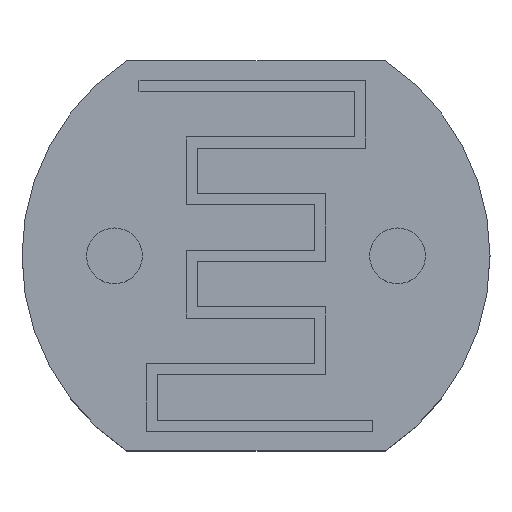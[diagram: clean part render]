
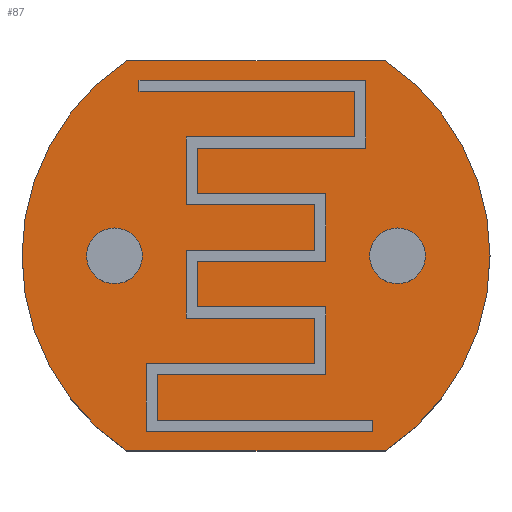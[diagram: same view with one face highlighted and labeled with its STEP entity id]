
A CAD part, top view. The second image highlights one B-rep face of the part: STEP entity #87.
In plain terms, the highlighted planar face has unit normal (0, 0, 1).
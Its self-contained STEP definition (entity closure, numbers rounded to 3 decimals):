
#13=DIRECTION('',(0.,0.,1.));
#22=VERTEX_POINT('',#23);
#23=CARTESIAN_POINT('',(0.109,1.75,3.9));
#36=DIRECTION('',(1.,0.,0.));
#39=VERTEX_POINT('',#40);
#40=CARTESIAN_POINT('',(0.109,-1.75,3.9));
#42=ORIENTED_EDGE('',*,*,#43,.F.);
#43=EDGE_CURVE('',#22,#39,#44,.T.);
#44=CIRCLE('',#45,2.1);
#45=AXIS2_PLACEMENT_3D('',#46,#13,#36);
#46=CARTESIAN_POINT('',(1.27,0.,3.9));
#56=VECTOR('',#36,1.);
#59=VERTEX_POINT('',#60);
#60=CARTESIAN_POINT('',(2.431,1.75,3.9));
#63=EDGE_CURVE('',#22,#59,#64,.T.);
#64=LINE('',#23,#56);
#79=VERTEX_POINT('',#80);
#80=CARTESIAN_POINT('',(2.431,-1.75,3.9));
#82=ORIENTED_EDGE('',*,*,#83,.F.);
#83=EDGE_CURVE('',#39,#79,#84,.T.);
#84=LINE('',#40,#56);
#87=ADVANCED_FACE('',(#88,#96,#106),#115,.F.);
#88=FACE_BOUND('',#89,.F.);
#89=EDGE_LOOP('',(#42,#90,#91,#82));
#90=ORIENTED_EDGE('',*,*,#63,.T.);
#91=ORIENTED_EDGE('',*,*,#92,.F.);
#92=EDGE_CURVE('',#79,#59,#93,.T.);
#93=CIRCLE('',#94,2.1);
#94=AXIS2_PLACEMENT_3D('',#95,#13,#36);
#95=CARTESIAN_POINT('',(1.27,0.,3.9));
#96=FACE_BOUND('',#97,.F.);
#97=EDGE_LOOP('',(#98));
#98=ORIENTED_EDGE('',*,*,#99,.F.);
#99=EDGE_CURVE('',#100,#100,#102,.T.);
#100=VERTEX_POINT('',#101);
#101=CARTESIAN_POINT('',(0.25,0.,3.9));
#102=CIRCLE('',#103,0.25);
#103=AXIS2_PLACEMENT_3D('',#104,#105,#36);
#104=CARTESIAN_POINT('',(0.,0.,3.9));
#105=DIRECTION('',(0.,0.,-1.));
#106=FACE_BOUND('',#107,.F.);
#107=EDGE_LOOP('',(#108));
#108=ORIENTED_EDGE('',*,*,#109,.F.);
#109=EDGE_CURVE('',#110,#110,#112,.T.);
#110=VERTEX_POINT('',#111);
#111=CARTESIAN_POINT('',(2.79,0.,3.9));
#112=CIRCLE('',#113,0.25);
#113=AXIS2_PLACEMENT_3D('',#114,#105,#36);
#114=CARTESIAN_POINT('',(2.54,0.,3.9));
#115=PLANE('',#116);
#116=AXIS2_PLACEMENT_3D('',#23,#105,#117);
#117=DIRECTION('',(-1.,0.,0.));
